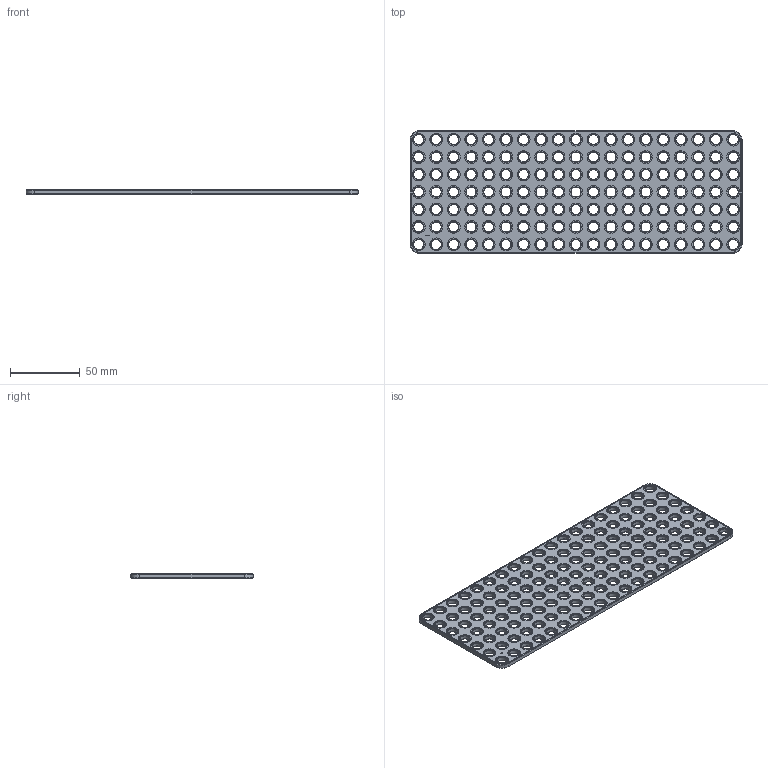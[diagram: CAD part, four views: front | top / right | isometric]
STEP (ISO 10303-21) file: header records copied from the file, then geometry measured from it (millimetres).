
FILE_DESCRIPTION(('FreeCAD Model'),'2;1');
FILE_NAME('Open CASCADE Shape Model','2024-10-09T00:15:17',(''),(''), 'Open CASCADE STEP processor 7.7','FreeCAD','Unknown');
FILE_SCHEMA(('AUTOMOTIVE_DESIGN { 1 0 10303 214 1 1 1 1 }'));
Length unit declared in the file: millimetre
Products named in the file (1): Plate RCT CRNR BU19x07x00.25 - SPN-PLT-0226 (stemfie.org)
Bounding box: 237.5 x 87.5 x 3.12 mm (x, y, z)
Volume: 46233.8 mm3; surface area: 42071.2 mm2
Topology: 1 solids, 1 shells, 1161 faces, 2700 edges, 1706 vertices
Faces by surface type: plane 455, cylinder 274, cone 274, extrusion 158
Full cylindrical faces by diameter (mm): 7 x133, 9.2 x133
Entity records: 33973 total; most frequent: CARTESIAN_POINT 6859, ORIENTED_EDGE 5400, DIRECTION 5372, EDGE_CURVE 2700, AXIS2_PLACEMENT_3D 1826, VECTOR 1720, VERTEX_POINT 1706, FACE_BOUND 1592
